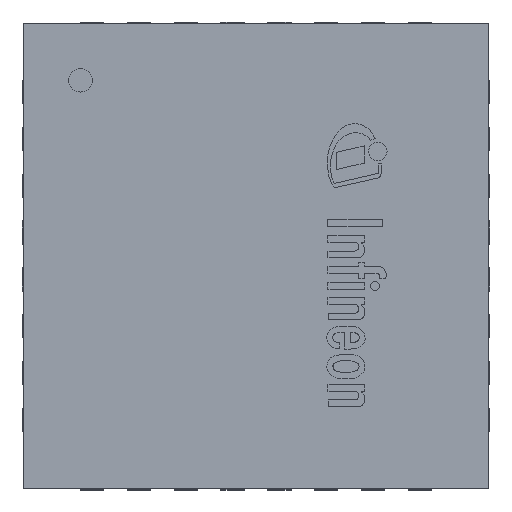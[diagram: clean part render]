
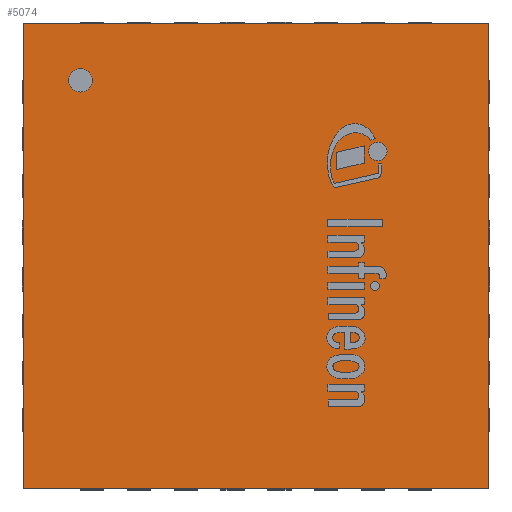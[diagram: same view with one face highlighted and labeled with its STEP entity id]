
A CAD part, top view. The second image highlights one B-rep face of the part: STEP entity #5074.
In plain terms, the highlighted planar face has unit normal (0, 0, 1).
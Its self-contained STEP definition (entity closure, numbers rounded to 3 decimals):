
#168=LINE('',#7093,#824);
#171=LINE('',#7099,#827);
#174=LINE('',#7105,#830);
#177=LINE('',#7109,#833);
#824=VECTOR('',#5785,1.);
#827=VECTOR('',#5790,1.);
#830=VECTOR('',#5795,1.);
#833=VECTOR('',#5800,1.);
#1484=PLANE('',#5455);
#1786=FACE_BOUND('',#2134,.T.);
#1801=FACE_OUTER_BOUND('',#2133,.T.);
#2133=EDGE_LOOP('',(#3676,#3677,#3678,#3679));
#2134=EDGE_LOOP('',(#3680));
#2465=CIRCLE('',#5447,0.1);
#2477=VERTEX_POINT('',#7081);
#2481=VERTEX_POINT('',#7090);
#2482=VERTEX_POINT('',#7092);
#2484=VERTEX_POINT('',#7098);
#2486=VERTEX_POINT('',#7104);
#2949=EDGE_CURVE('',#2477,#2477,#2465,.T.);
#2953=EDGE_CURVE('',#2482,#2481,#168,.T.);
#2956=EDGE_CURVE('',#2484,#2482,#171,.T.);
#2959=EDGE_CURVE('',#2486,#2484,#174,.T.);
#2962=EDGE_CURVE('',#2481,#2486,#177,.T.);
#3676=ORIENTED_EDGE('',*,*,#2962,.T.);
#3677=ORIENTED_EDGE('',*,*,#2959,.T.);
#3678=ORIENTED_EDGE('',*,*,#2956,.T.);
#3679=ORIENTED_EDGE('',*,*,#2953,.T.);
#3680=ORIENTED_EDGE('',*,*,#2949,.T.);
#5074=ADVANCED_FACE('',(#1801,#1786),#1484,.T.);
#5447=AXIS2_PLACEMENT_3D('',#7082,#5775,#5776);
#5455=AXIS2_PLACEMENT_3D('',#7111,#5803,#5804);
#5775=DIRECTION('center_axis',(0.,0.,-1.));
#5776=DIRECTION('ref_axis',(-1.,0.,0.));
#5785=DIRECTION('',(1.,0.,0.));
#5790=DIRECTION('',(0.,-1.,0.));
#5795=DIRECTION('',(-1.,0.,0.));
#5800=DIRECTION('',(0.,1.,0.));
#5803=DIRECTION('center_axis',(0.,0.,1.));
#5804=DIRECTION('ref_axis',(0.,-1.,0.));
#7081=CARTESIAN_POINT('',(-1.4,1.5,0.9));
#7082=CARTESIAN_POINT('Origin',(-1.5,1.5,0.9));
#7090=CARTESIAN_POINT('',(1.99,-1.99,0.9));
#7092=CARTESIAN_POINT('',(-1.99,-1.99,0.9));
#7093=CARTESIAN_POINT('',(1.99,-1.99,0.9));
#7098=CARTESIAN_POINT('',(-1.99,1.99,0.9));
#7099=CARTESIAN_POINT('',(-1.99,-1.99,0.9));
#7104=CARTESIAN_POINT('',(1.99,1.99,0.9));
#7105=CARTESIAN_POINT('',(-1.99,1.99,0.9));
#7109=CARTESIAN_POINT('',(1.99,1.99,0.9));
#7111=CARTESIAN_POINT('Origin',(0.,0.,0.9));
